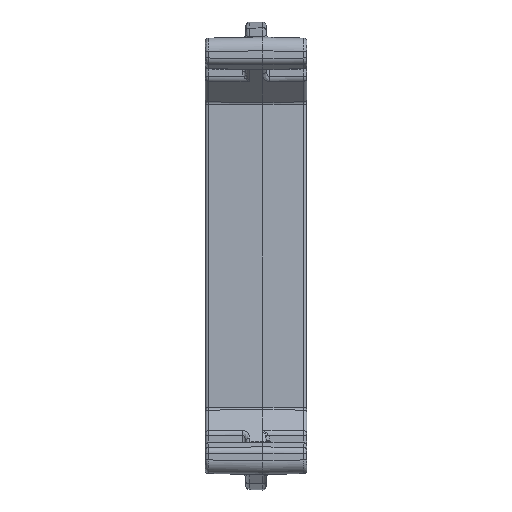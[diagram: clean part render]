
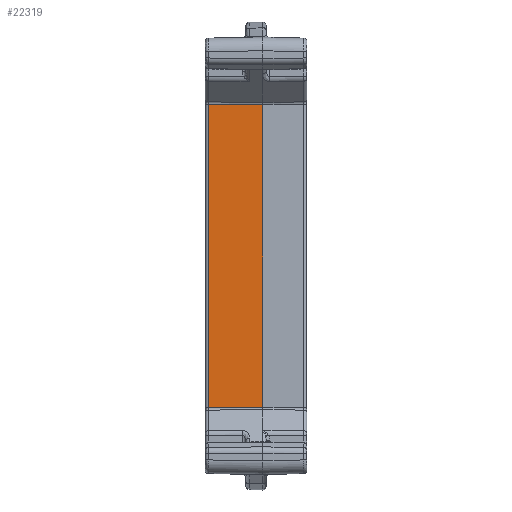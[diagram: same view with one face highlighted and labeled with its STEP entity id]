
A CAD part, top view. The second image highlights one B-rep face of the part: STEP entity #22319.
In plain terms, the highlighted planar face has unit normal (-0.016, 0, 1).
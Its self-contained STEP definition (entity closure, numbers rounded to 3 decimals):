
#8937=CARTESIAN_POINT('',(-7.008,-22.345,
26.874));
#9057=DIRECTION('',(0.,-1.,0.));
#9058=VECTOR('',#9057,44.69);
#9059=CARTESIAN_POINT('',(-7.008,22.345,26.874));
#9060=LINE('',#9059,#9058);
#9064=DIRECTION('',(-1.,0.007,-0.016));
#9065=VECTOR('',#9064,8.009);
#9066=CARTESIAN_POINT('',(1.,22.293,27.));
#9067=LINE('',#9066,#9065);
#9071=DIRECTION('',(0.,1.,0.));
#9072=VECTOR('',#9071,44.586);
#9073=CARTESIAN_POINT('',(1.,-22.293,27.));
#9074=LINE('',#9073,#9072);
#9078=DIRECTION('',(-1.,-0.007,-0.016));
#9079=VECTOR('',#9078,8.009);
#9080=CARTESIAN_POINT('',(1.,-22.293,27.));
#9081=LINE('',#9080,#9079);
#10616=CARTESIAN_POINT('',(1.,-22.293,27.));
#10617=CARTESIAN_POINT('',(1.,22.293,27.));
#10618=VERTEX_POINT('',#10616);
#10619=VERTEX_POINT('',#10617);
#10683=VERTEX_POINT('',#8937);
#10685=CARTESIAN_POINT('',(-7.008,22.345,
26.874));
#10686=VERTEX_POINT('',#10685);
#22307=CARTESIAN_POINT('',(1.,-22.5,27.));
#22308=DIRECTION('',(-0.016,0.,1.));
#22309=DIRECTION('',(0.,1.,0.));
#22310=AXIS2_PLACEMENT_3D('',#22307,#22308,#22309);
#22311=PLANE('',#22310);
#22312=ORIENTED_EDGE('',*,*,#22298,.F.);
#22314=ORIENTED_EDGE('',*,*,#22313,.F.);
#22315=ORIENTED_EDGE('',*,*,#21311,.F.);
#22316=ORIENTED_EDGE('',*,*,#22049,.T.);
#22317=EDGE_LOOP('',(#22312,#22314,#22315,#22316));
#22318=FACE_OUTER_BOUND('',#22317,.F.);
#21311=EDGE_CURVE('',#10618,#10619,#9074,.T.);
#22049=EDGE_CURVE('',#10618,#10683,#9081,.T.);
#22298=EDGE_CURVE('',#10686,#10683,#9060,.T.);
#22313=EDGE_CURVE('',#10619,#10686,#9067,.T.);
#22319=ADVANCED_FACE('',(#22318),#22311,.T.);
